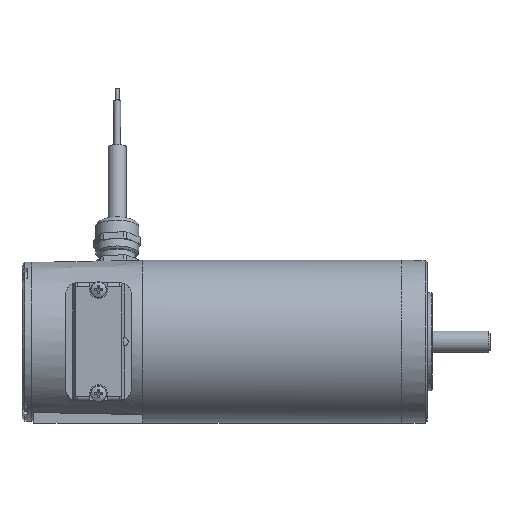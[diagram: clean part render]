
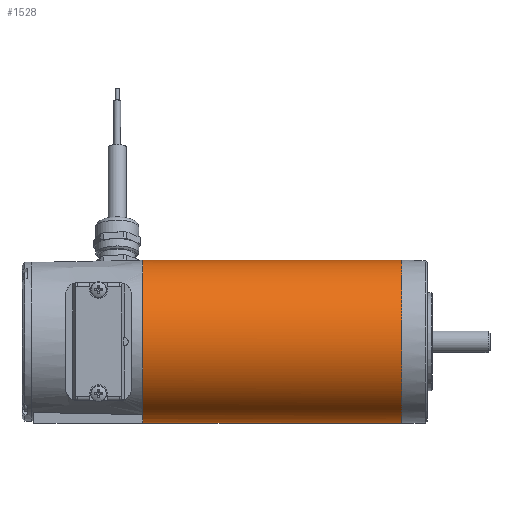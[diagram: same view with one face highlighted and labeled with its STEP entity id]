
A CAD part, top view. The second image highlights one B-rep face of the part: STEP entity #1528.
In plain terms, the highlighted cylindrical face has radius 41.5 mm (diameter 83 mm), a full revolution.
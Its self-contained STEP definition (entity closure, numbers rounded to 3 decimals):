
#13 = VERTEX_POINT ( 'NONE', #1145 ) ;
#785 = ORIENTED_EDGE ( 'NONE', *, *, #8880, .T. ) ;
#1053 = EDGE_CURVE ( 'NONE', #9251, #13, #4805, .T. ) ;
#1145 = CARTESIAN_POINT ( 'NONE',  ( -62.174, -41.502, 0. ) ) ;
#1528 = ADVANCED_FACE ( 'NONE', ( #2100, #6690 ), #8163, .T. ) ;
#1553 = AXIS2_PLACEMENT_3D ( 'NONE', #2580, #7401, #9728 ) ;
#2100 = FACE_OUTER_BOUND ( 'NONE', #3967, .T. ) ;
#2212 = AXIS2_PLACEMENT_3D ( 'NONE', #4662, #5641, #5052 ) ;
#2233 = CARTESIAN_POINT ( 'NONE',  ( 69.826, -0.002, 41.5 ) ) ;
#2278 = VERTEX_POINT ( 'NONE', #2233 ) ;
#2295 = DIRECTION ( 'NONE',  ( 0., 0., -1. ) ) ;
#2321 = DIRECTION ( 'NONE',  ( -1., 0., 0. ) ) ;
#2324 = CARTESIAN_POINT ( 'NONE',  ( -62.174, -0.002, 0. ) ) ;
#2580 = CARTESIAN_POINT ( 'NONE',  ( -62.174, -0.002, 0. ) ) ;
#2739 = CARTESIAN_POINT ( 'NONE',  ( 69.826, -0.002, 0. ) ) ;
#3001 = DIRECTION ( 'NONE',  ( 0., 0., 1. ) ) ;
#3202 = CIRCLE ( 'NONE', #4697, 41.5 ) ;
#3273 = DIRECTION ( 'NONE',  ( -1., 0., 0. ) ) ;
#3545 = EDGE_CURVE ( 'NONE', #9168, #9251, #11232, .T. ) ;
#3967 = EDGE_LOOP ( 'NONE', ( #785 ) ) ;
#4442 = ORIENTED_EDGE ( 'NONE', *, *, #11068, .F. ) ;
#4545 = ORIENTED_EDGE ( 'NONE', *, *, #3545, .F. ) ;
#4662 = CARTESIAN_POINT ( 'NONE',  ( 69.826, -0.002, 0. ) ) ;
#4697 = AXIS2_PLACEMENT_3D ( 'NONE', #2739, #10757, #3001 ) ;
#4805 = CIRCLE ( 'NONE', #8268, 41.5 ) ;
#5052 = DIRECTION ( 'NONE',  ( 0., 0., -1. ) ) ;
#5641 = DIRECTION ( 'NONE',  ( -1., 0., 0. ) ) ;
#5964 = DIRECTION ( 'NONE',  ( 0., 0., -1. ) ) ;
#6547 = CIRCLE ( 'NONE', #1553, 41.5 ) ;
#6690 = FACE_OUTER_BOUND ( 'NONE', #9850, .T. ) ;
#7401 = DIRECTION ( 'NONE',  ( -1., 0., 0. ) ) ;
#8163 = CYLINDRICAL_SURFACE ( 'NONE', #2212, 41.5 ) ;
#8268 = AXIS2_PLACEMENT_3D ( 'NONE', #8325, #3273, #5964 ) ;
#8325 = CARTESIAN_POINT ( 'NONE',  ( -62.174, -0.002, 0. ) ) ;
#8378 = AXIS2_PLACEMENT_3D ( 'NONE', #2324, #2321, #2295 ) ;
#8880 = EDGE_CURVE ( 'NONE', #2278, #2278, #3202, .T. ) ;
#9168 = VERTEX_POINT ( 'NONE', #9289 ) ;
#9251 = VERTEX_POINT ( 'NONE', #11017 ) ;
#9289 = CARTESIAN_POINT ( 'NONE',  ( -62.174, -37.15, 18.5 ) ) ;
#9728 = DIRECTION ( 'NONE',  ( 0., 0., -1. ) ) ;
#9840 = ORIENTED_EDGE ( 'NONE', *, *, #1053, .F. ) ;
#9850 = EDGE_LOOP ( 'NONE', ( #9840, #4545, #4442 ) ) ;
#10757 = DIRECTION ( 'NONE',  ( -1., 0., 0. ) ) ;
#11017 = CARTESIAN_POINT ( 'NONE',  ( -62.174, -37.15, -18.5 ) ) ;
#11068 = EDGE_CURVE ( 'NONE', #13, #9168, #6547, .T. ) ;
#11232 = CIRCLE ( 'NONE', #8378, 41.5 ) ;
